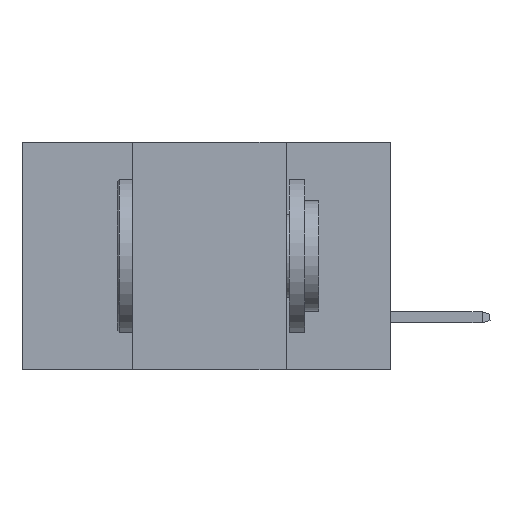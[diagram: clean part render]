
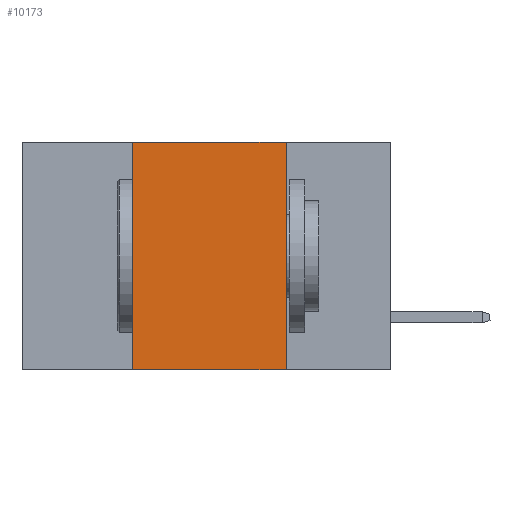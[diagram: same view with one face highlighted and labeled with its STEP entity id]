
A CAD part, left-side view. The second image highlights one B-rep face of the part: STEP entity #10173.
In plain terms, the highlighted planar face has unit normal (-1, 0, 0).
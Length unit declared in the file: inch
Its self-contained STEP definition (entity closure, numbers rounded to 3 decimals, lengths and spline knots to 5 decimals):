
#874 = VECTOR ( 'NONE', #26938, 39.37008 ) ;
#2161 = ORIENTED_EDGE ( 'NONE', *, *, #27741, .T. ) ;
#3554 = DIRECTION ( 'NONE',  ( 0., -1., 0. ) ) ;
#4344 = VERTEX_POINT ( 'NONE', #30210 ) ;
#4694 = VECTOR ( 'NONE', #14864, 39.37008 ) ;
#7897 = LINE ( 'NONE', #29441, #874 ) ;
#9784 = VERTEX_POINT ( 'NONE', #14952 ) ;
#10173 = ADVANCED_FACE ( 'NONE', ( #31040 ), #26555, .F. ) ;
#10741 = DIRECTION ( 'NONE',  ( 0., 0., -1. ) ) ;
#10833 = ORIENTED_EDGE ( 'NONE', *, *, #18278, .F. ) ;
#11374 = CARTESIAN_POINT ( 'NONE',  ( 0., 0.6, 0. ) ) ;
#11618 = LINE ( 'NONE', #32468, #4694 ) ;
#13649 = AXIS2_PLACEMENT_3D ( 'NONE', #11374, #13944, #31574 ) ;
#13879 = CARTESIAN_POINT ( 'NONE',  ( 0., 0.6, 0. ) ) ;
#13944 = DIRECTION ( 'NONE',  ( 1., 0., 0. ) ) ;
#13946 = VERTEX_POINT ( 'NONE', #32575 ) ;
#14864 = DIRECTION ( 'NONE',  ( 0., -1., 0. ) ) ;
#14952 = CARTESIAN_POINT ( 'NONE',  ( 0., 0.42, 0. ) ) ;
#15977 = EDGE_CURVE ( 'NONE', #4344, #19743, #26565, .T. ) ;
#17293 = EDGE_LOOP ( 'NONE', ( #22409, #10833, #23882, #2161 ) ) ;
#18278 = EDGE_CURVE ( 'NONE', #9784, #4344, #24830, .T. ) ;
#19743 = VERTEX_POINT ( 'NONE', #27057 ) ;
#22409 = ORIENTED_EDGE ( 'NONE', *, *, #15977, .F. ) ;
#22558 = EDGE_CURVE ( 'NONE', #13946, #9784, #7897, .T. ) ;
#23282 = VECTOR ( 'NONE', #3554, 39.37008 ) ;
#23882 = ORIENTED_EDGE ( 'NONE', *, *, #22558, .F. ) ;
#24830 = LINE ( 'NONE', #13879, #23282 ) ;
#25963 = CARTESIAN_POINT ( 'NONE',  ( 0., 0.17, 0. ) ) ;
#26555 = PLANE ( 'NONE',  #13649 ) ;
#26565 = LINE ( 'NONE', #25963, #32395 ) ;
#26938 = DIRECTION ( 'NONE',  ( 0., 0., 1. ) ) ;
#27057 = CARTESIAN_POINT ( 'NONE',  ( 0., 0.17, -0.37 ) ) ;
#27741 = EDGE_CURVE ( 'NONE', #13946, #19743, #11618, .T. ) ;
#29441 = CARTESIAN_POINT ( 'NONE',  ( 0., 0.42, 0. ) ) ;
#30210 = CARTESIAN_POINT ( 'NONE',  ( 0., 0.17, 0. ) ) ;
#31040 = FACE_OUTER_BOUND ( 'NONE', #17293, .T. ) ;
#31574 = DIRECTION ( 'NONE',  ( 0., 0., -1. ) ) ;
#32395 = VECTOR ( 'NONE', #10741, 39.37008 ) ;
#32468 = CARTESIAN_POINT ( 'NONE',  ( 0., 0.6, -0.37 ) ) ;
#32575 = CARTESIAN_POINT ( 'NONE',  ( 0., 0.42, -0.37 ) ) ;
